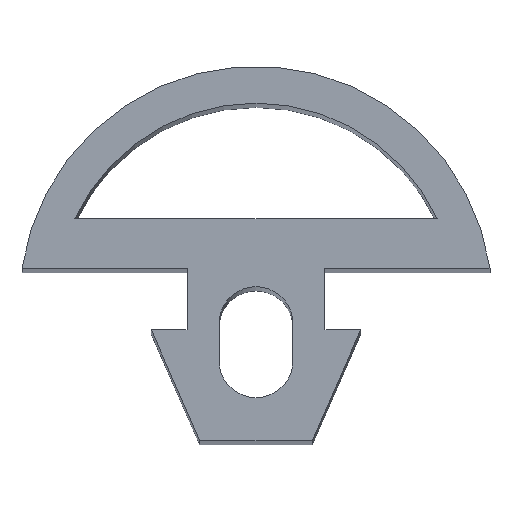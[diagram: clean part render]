
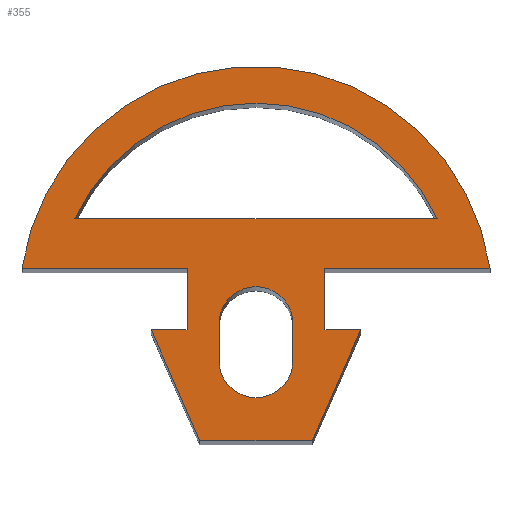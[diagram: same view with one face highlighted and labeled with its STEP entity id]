
A CAD part, top view. The second image highlights one B-rep face of the part: STEP entity #355.
In plain terms, the highlighted planar face has unit normal (0, 0, 1).
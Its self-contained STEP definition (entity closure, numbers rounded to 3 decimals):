
#13=FACE_BOUND($,#64,.T.);
#14=FACE_BOUND($,#65,.T.);
#17=CIRCLE($,#363,1.5);
#19=CIRCLE($,#370,9.6);
#21=CIRCLE($,#373,8.1);
#23=CIRCLE($,#377,1.5);
#45=FACE_OUTER_BOUND($,#63,.T.);
#63=EDGE_LOOP($,(#293,#294,#295,#296,#297,#298,#299,#300,#301,#302));
#64=EDGE_LOOP($,(#303,#304,#305,#306));
#65=EDGE_LOOP($,(#307,#308));
#69=LINE($,#484,#109);
#73=LINE($,#493,#113);
#78=LINE($,#508,#118);
#82=LINE($,#516,#122);
#85=LINE($,#522,#125);
#88=LINE($,#528,#128);
#92=LINE($,#543,#132);
#95=LINE($,#552,#135);
#98=LINE($,#558,#138);
#101=LINE($,#564,#141);
#104=LINE($,#570,#144);
#107=LINE($,#575,#147);
#109=VECTOR($,#390,14.704);
#113=VECTOR($,#396,1.5);
#118=VECTOR($,#409,4.91);
#122=VECTOR($,#415,1.45);
#125=VECTOR($,#420,2.5);
#128=VECTOR($,#425,6.697);
#132=VECTOR($,#443,1.5);
#135=VECTOR($,#454,6.697);
#138=VECTOR($,#459,2.5);
#141=VECTOR($,#464,1.45);
#144=VECTOR($,#469,4.91);
#147=VECTOR($,#474,4.571);
#149=VERTEX_POINT($,#482);
#150=VERTEX_POINT($,#483);
#153=VERTEX_POINT($,#491);
#154=VERTEX_POINT($,#492);
#157=VERTEX_POINT($,#500);
#159=VERTEX_POINT($,#506);
#160=VERTEX_POINT($,#507);
#163=VERTEX_POINT($,#515);
#165=VERTEX_POINT($,#521);
#167=VERTEX_POINT($,#527);
#169=VERTEX_POINT($,#533);
#171=VERTEX_POINT($,#542);
#173=VERTEX_POINT($,#551);
#175=VERTEX_POINT($,#557);
#177=VERTEX_POINT($,#563);
#179=VERTEX_POINT($,#569);
#181=EDGE_CURVE($,#149,#150,#69,.T.);
#185=EDGE_CURVE($,#153,#154,#73,.T.);
#189=EDGE_CURVE($,#154,#157,#17,.T.);
#192=EDGE_CURVE($,#159,#160,#78,.T.);
#196=EDGE_CURVE($,#160,#163,#82,.T.);
#199=EDGE_CURVE($,#163,#165,#85,.T.);
#202=EDGE_CURVE($,#165,#167,#88,.T.);
#205=EDGE_CURVE($,#167,#169,#19,.T.);
#208=EDGE_CURVE($,#150,#149,#21,.T.);
#210=EDGE_CURVE($,#157,#171,#92,.T.);
#213=EDGE_CURVE($,#171,#153,#23,.T.);
#215=EDGE_CURVE($,#169,#173,#95,.T.);
#218=EDGE_CURVE($,#173,#175,#98,.T.);
#221=EDGE_CURVE($,#175,#177,#101,.T.);
#224=EDGE_CURVE($,#177,#179,#104,.T.);
#227=EDGE_CURVE($,#179,#159,#107,.T.);
#293=ORIENTED_EDGE($,*,*,#215,.F.);
#294=ORIENTED_EDGE($,*,*,#205,.F.);
#295=ORIENTED_EDGE($,*,*,#202,.F.);
#296=ORIENTED_EDGE($,*,*,#199,.F.);
#297=ORIENTED_EDGE($,*,*,#196,.F.);
#298=ORIENTED_EDGE($,*,*,#192,.F.);
#299=ORIENTED_EDGE($,*,*,#227,.F.);
#300=ORIENTED_EDGE($,*,*,#224,.F.);
#301=ORIENTED_EDGE($,*,*,#221,.F.);
#302=ORIENTED_EDGE($,*,*,#218,.F.);
#303=ORIENTED_EDGE($,*,*,#210,.F.);
#304=ORIENTED_EDGE($,*,*,#189,.F.);
#305=ORIENTED_EDGE($,*,*,#185,.F.);
#306=ORIENTED_EDGE($,*,*,#213,.F.);
#307=ORIENTED_EDGE($,*,*,#208,.F.);
#308=ORIENTED_EDGE($,*,*,#181,.F.);
#337=PLANE($,#384);
#355=ADVANCED_FACE($,(#45,#13,#14),#337,.T.);
#363=AXIS2_PLACEMENT_3D($,#501,#402,#403);
#370=AXIS2_PLACEMENT_3D($,#534,#430,#431);
#373=AXIS2_PLACEMENT_3D($,#539,#437,#438);
#377=AXIS2_PLACEMENT_3D($,#548,#448,#449);
#384=AXIS2_PLACEMENT_3D($,#577,#476,#477);
#390=DIRECTION($,(1.,0.,0.));
#396=DIRECTION($,(0.,-1.,0.));
#402=DIRECTION('center_axis',(0.,0.,1.));
#403=DIRECTION('ref_axis',(-1.,0.,0.));
#409=DIRECTION($,(-0.4,0.916,0.));
#415=DIRECTION($,(1.,0.,0.));
#420=DIRECTION($,(0.,1.,0.));
#425=DIRECTION($,(-1.,0.,0.));
#430=DIRECTION('center_axis',(0.,0.,-1.));
#431=DIRECTION('ref_axis',(0.989,0.146,0.));
#437=DIRECTION('center_axis',(0.,0.,1.));
#438=DIRECTION('ref_axis',(0.908,0.42,0.));
#443=DIRECTION($,(0.,1.,0.));
#448=DIRECTION('center_axis',(0.,0.,1.));
#449=DIRECTION('ref_axis',(1.,0.,0.));
#454=DIRECTION($,(-1.,0.,0.));
#459=DIRECTION($,(0.,-1.,0.));
#464=DIRECTION($,(1.,0.,0.));
#469=DIRECTION($,(-0.4,-0.916,0.));
#474=DIRECTION($,(-1.,0.,0.));
#476=DIRECTION('center_axis',(0.,0.,1.));
#477=DIRECTION('ref_axis',(1.,0.,0.));
#482=CARTESIAN_POINT('',(-7.352,2.,100.));
#483=CARTESIAN_POINT('',(7.352,2.,100.));
#484=CARTESIAN_POINT($,(3.676,2.,100.));
#491=CARTESIAN_POINT('',(-1.5,-2.25,100.));
#492=CARTESIAN_POINT('',(-1.5,-3.75,100.));
#493=CARTESIAN_POINT($,(-1.5,-1.575,100.));
#500=CARTESIAN_POINT('',(1.5,-3.75,100.));
#501=CARTESIAN_POINT('Origin',(0.,-3.75,100.));
#506=CARTESIAN_POINT('',(-2.286,-7.,100.));
#507=CARTESIAN_POINT('',(-4.25,-2.5,100.));
#508=CARTESIAN_POINT($,(-3.496,-4.227,100.));
#515=CARTESIAN_POINT('',(-2.8,-2.5,100.));
#516=CARTESIAN_POINT($,(-2.125,-2.5,100.));
#521=CARTESIAN_POINT('',(-2.8,0.,100.));
#522=CARTESIAN_POINT($,(-2.8,-0.95,100.));
#527=CARTESIAN_POINT('',(-9.497,0.,100.));
#528=CARTESIAN_POINT($,(-1.4,0.,100.));
#533=CARTESIAN_POINT('',(9.497,0.,100.));
#534=CARTESIAN_POINT('Origin',(0.,-1.4,100.));
#539=CARTESIAN_POINT('Origin',(0.,-1.4,100.));
#542=CARTESIAN_POINT('',(1.5,-2.25,100.));
#543=CARTESIAN_POINT($,(1.5,-0.825,100.));
#548=CARTESIAN_POINT('Origin',(0.,-2.25,100.));
#551=CARTESIAN_POINT('',(2.8,0.,100.));
#552=CARTESIAN_POINT($,(4.749,0.,100.));
#557=CARTESIAN_POINT('',(2.8,-2.5,100.));
#558=CARTESIAN_POINT($,(2.8,0.3,100.));
#563=CARTESIAN_POINT('',(4.25,-2.5,100.));
#564=CARTESIAN_POINT($,(1.4,-2.5,100.));
#569=CARTESIAN_POINT('',(2.286,-7.,100.));
#570=CARTESIAN_POINT($,(4.478,-1.977,100.));
#575=CARTESIAN_POINT($,(1.143,-7.,100.));
#577=CARTESIAN_POINT('Origin',(0.,0.6,
100.));
